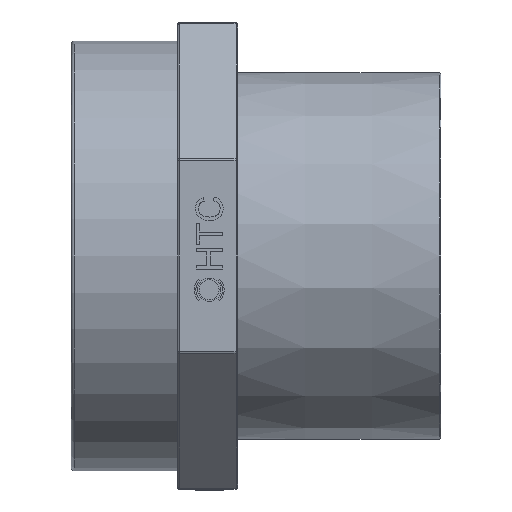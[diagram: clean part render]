
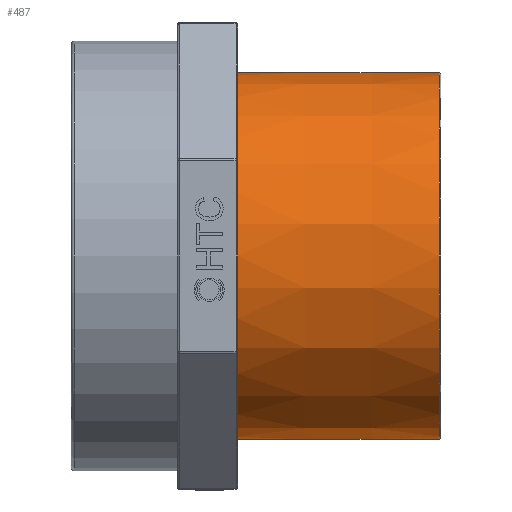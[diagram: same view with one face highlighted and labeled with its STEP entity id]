
A CAD part, left-side view. The second image highlights one B-rep face of the part: STEP entity #487.
In plain terms, the highlighted conical face has half-angle 0.047 degrees and reference radius 55 mm.
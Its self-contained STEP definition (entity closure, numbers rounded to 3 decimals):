
#100=CONICAL_SURFACE('',#4495,55.,0.047);
#402=CIRCLE('',#4492,55.);
#403=CIRCLE('',#4494,55.05);
#487=ADVANCED_FACE('',(#1429,#1430),#100,.T.);
#1429=FACE_BOUND('',#1515,.T.);
#1430=FACE_BOUND('',#1516,.T.);
#1515=EDGE_LOOP('',(#1987));
#1516=EDGE_LOOP('',(#1988));
#1987=ORIENTED_EDGE('',*,*,#3648,.T.);
#1988=ORIENTED_EDGE('',*,*,#3647,.F.);
#3231=VERTEX_POINT('',#8018);
#3232=VERTEX_POINT('',#8021);
#3647=EDGE_CURVE('',#3231,#3231,#402,.T.);
#3648=EDGE_CURVE('',#3232,#3232,#403,.T.);
#4492=AXIS2_PLACEMENT_3D('',#8017,#4867,#4868);
#4494=AXIS2_PLACEMENT_3D('',#8020,#4871,#4872);
#4495=AXIS2_PLACEMENT_3D('',#8022,#4873,#4874);
#4867=DIRECTION('',(0.,-1.,0.));
#4868=DIRECTION('',(0.,0.,-1.));
#4871=DIRECTION('',(0.,-1.,0.));
#4872=DIRECTION('',(0.,0.,-1.));
#4873=DIRECTION('',(0.,1.,0.));
#4874=DIRECTION('',(0.,0.,1.));
#8017=CARTESIAN_POINT('',(63866.684,1560.815,0.));
#8018=CARTESIAN_POINT('',(63866.684,1560.815,-55.));
#8020=CARTESIAN_POINT('',(63866.684,1621.316,0.));
#8021=CARTESIAN_POINT('',(63866.684,1621.316,-55.05));
#8022=CARTESIAN_POINT('',(63866.684,1560.815,0.));
